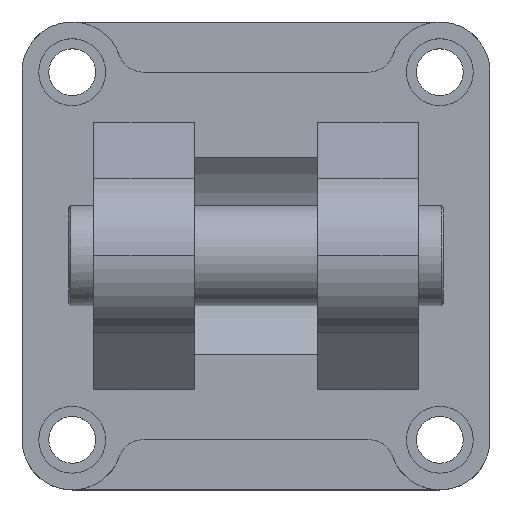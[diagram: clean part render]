
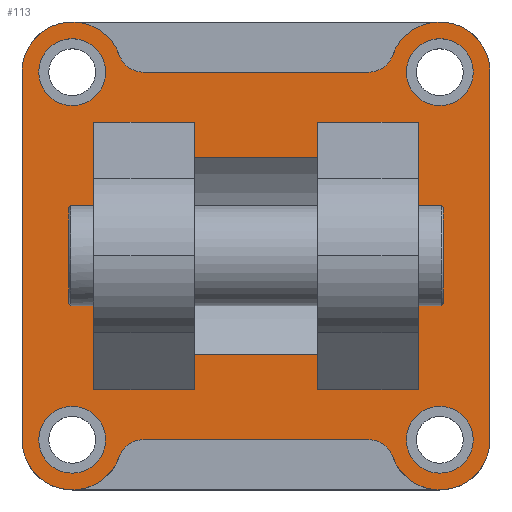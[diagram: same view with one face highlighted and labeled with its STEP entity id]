
A CAD part, top view. The second image highlights one B-rep face of the part: STEP entity #113.
In plain terms, the highlighted planar face has unit normal (0, 0, 1).
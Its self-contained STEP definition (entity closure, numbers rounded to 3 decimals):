
#113=ADVANCED_FACE('',(#230,#231,#232,#233,#234,#235),#236,.T.);
#230=FACE_BOUND('',#402,.T.);
#231=FACE_BOUND('',#403,.T.);
#232=FACE_BOUND('',#404,.T.);
#233=FACE_BOUND('',#405,.T.);
#234=FACE_BOUND('',#406,.T.);
#235=FACE_OUTER_BOUND('',#407,.T.);
#236=PLANE('',#408);
#402=EDGE_LOOP('',(#778,#779,#780,#781,#782,#783,#784,#785,#786,#787,#788,#789));
#403=EDGE_LOOP('',(#790,#791));
#404=EDGE_LOOP('',(#792,#793));
#405=EDGE_LOOP('',(#794,#795));
#406=EDGE_LOOP('',(#796,#797));
#407=EDGE_LOOP('',(#798,#799,#800,#801,#802,#803,#804,#805,#806,#807,#808,#809));
#408=AXIS2_PLACEMENT_3D('',#810,#811,#812);
#778=ORIENTED_EDGE('',*,*,#1236,.T.);
#779=ORIENTED_EDGE('',*,*,#1234,.T.);
#780=ORIENTED_EDGE('',*,*,#1221,.T.);
#781=ORIENTED_EDGE('',*,*,#1231,.T.);
#782=ORIENTED_EDGE('',*,*,#1237,.T.);
#783=ORIENTED_EDGE('',*,*,#1238,.T.);
#784=ORIENTED_EDGE('',*,*,#1239,.T.);
#785=ORIENTED_EDGE('',*,*,#1240,.T.);
#786=ORIENTED_EDGE('',*,*,#1241,.T.);
#787=ORIENTED_EDGE('',*,*,#1242,.T.);
#788=ORIENTED_EDGE('',*,*,#1243,.T.);
#789=ORIENTED_EDGE('',*,*,#1156,.T.);
#790=ORIENTED_EDGE('',*,*,#1151,.T.);
#791=ORIENTED_EDGE('',*,*,#1244,.T.);
#792=ORIENTED_EDGE('',*,*,#1143,.T.);
#793=ORIENTED_EDGE('',*,*,#1245,.T.);
#794=ORIENTED_EDGE('',*,*,#1135,.T.);
#795=ORIENTED_EDGE('',*,*,#1246,.T.);
#796=ORIENTED_EDGE('',*,*,#1127,.T.);
#797=ORIENTED_EDGE('',*,*,#1247,.T.);
#798=ORIENTED_EDGE('',*,*,#1248,.F.);
#799=ORIENTED_EDGE('',*,*,#1249,.F.);
#800=ORIENTED_EDGE('',*,*,#1250,.F.);
#801=ORIENTED_EDGE('',*,*,#1251,.F.);
#802=ORIENTED_EDGE('',*,*,#1252,.F.);
#803=ORIENTED_EDGE('',*,*,#1253,.F.);
#804=ORIENTED_EDGE('',*,*,#1254,.F.);
#805=ORIENTED_EDGE('',*,*,#1255,.F.);
#806=ORIENTED_EDGE('',*,*,#1256,.F.);
#807=ORIENTED_EDGE('',*,*,#1257,.F.);
#808=ORIENTED_EDGE('',*,*,#1258,.F.);
#809=ORIENTED_EDGE('',*,*,#1259,.F.);
#810=CARTESIAN_POINT('',(0.0,0.,20.0));
#811=DIRECTION('',(0.0,0.0,1.0));
#812=DIRECTION('',(1.0,0.0,0.0));
#1127=EDGE_CURVE('',#1330,#1327,#1331,.T.);
#1135=EDGE_CURVE('',#1346,#1343,#1347,.T.);
#1143=EDGE_CURVE('',#1362,#1359,#1363,.T.);
#1151=EDGE_CURVE('',#1378,#1375,#1379,.T.);
#1156=EDGE_CURVE('',#1388,#1386,#1389,.T.);
#1221=EDGE_CURVE('',#1503,#1501,#1504,.T.);
#1231=EDGE_CURVE('',#1501,#1514,#1516,.T.);
#1234=EDGE_CURVE('',#1520,#1503,#1521,.T.);
#1236=EDGE_CURVE('',#1386,#1520,#1523,.T.);
#1237=EDGE_CURVE('',#1514,#1524,#1525,.T.);
#1238=EDGE_CURVE('',#1524,#1526,#1527,.T.);
#1239=EDGE_CURVE('',#1526,#1528,#1529,.T.);
#1240=EDGE_CURVE('',#1528,#1530,#1531,.T.);
#1241=EDGE_CURVE('',#1530,#1532,#1533,.T.);
#1242=EDGE_CURVE('',#1532,#1534,#1535,.T.);
#1243=EDGE_CURVE('',#1534,#1388,#1536,.T.);
#1244=EDGE_CURVE('',#1375,#1378,#1537,.T.);
#1245=EDGE_CURVE('',#1359,#1362,#1538,.T.);
#1246=EDGE_CURVE('',#1343,#1346,#1539,.T.);
#1247=EDGE_CURVE('',#1327,#1330,#1540,.T.);
#1248=EDGE_CURVE('',#1541,#1542,#1543,.T.);
#1249=EDGE_CURVE('',#1544,#1541,#1545,.T.);
#1250=EDGE_CURVE('',#1546,#1544,#1547,.T.);
#1251=EDGE_CURVE('',#1548,#1546,#1549,.T.);
#1252=EDGE_CURVE('',#1550,#1548,#1551,.T.);
#1253=EDGE_CURVE('',#1552,#1550,#1553,.T.);
#1254=EDGE_CURVE('',#1554,#1552,#1555,.T.);
#1255=EDGE_CURVE('',#1556,#1554,#1557,.T.);
#1256=EDGE_CURVE('',#1558,#1556,#1559,.T.);
#1257=EDGE_CURVE('',#1560,#1558,#1561,.T.);
#1258=EDGE_CURVE('',#1562,#1560,#1563,.T.);
#1259=EDGE_CURVE('',#1542,#1562,#1564,.T.);
#1327=VERTEX_POINT('',#1656);
#1330=VERTEX_POINT('',#1660);
#1331=CIRCLE('',#1661,10.0);
#1343=VERTEX_POINT('',#1676);
#1346=VERTEX_POINT('',#1680);
#1347=CIRCLE('',#1681,10.0);
#1359=VERTEX_POINT('',#1696);
#1362=VERTEX_POINT('',#1700);
#1363=CIRCLE('',#1701,10.0);
#1375=VERTEX_POINT('',#1716);
#1378=VERTEX_POINT('',#1720);
#1379=CIRCLE('',#1721,10.0);
#1386=VERTEX_POINT('',#1730);
#1388=VERTEX_POINT('',#1732);
#1389=LINE('',#1733,#1734);
#1501=VERTEX_POINT('',#1877);
#1503=VERTEX_POINT('',#1880);
#1504=LINE('',#1881,#1882);
#1514=VERTEX_POINT('',#1896);
#1516=LINE('',#1899,#1900);
#1520=VERTEX_POINT('',#1905);
#1521=LINE('',#1906,#1907);
#1523=LINE('',#1910,#1911);
#1524=VERTEX_POINT('',#1912);
#1525=LINE('',#1913,#1914);
#1526=VERTEX_POINT('',#1915);
#1527=LINE('',#1916,#1917);
#1528=VERTEX_POINT('',#1918);
#1529=LINE('',#1919,#1920);
#1530=VERTEX_POINT('',#1921);
#1531=LINE('',#1922,#1923);
#1532=VERTEX_POINT('',#1924);
#1533=LINE('',#1925,#1926);
#1534=VERTEX_POINT('',#1927);
#1535=LINE('',#1928,#1929);
#1536=LINE('',#1930,#1931);
#1537=CIRCLE('',#1932,10.0);
#1538=CIRCLE('',#1933,10.0);
#1539=CIRCLE('',#1934,10.0);
#1540=CIRCLE('',#1935,10.0);
#1541=VERTEX_POINT('',#1936);
#1542=VERTEX_POINT('',#1937);
#1543=CIRCLE('',#1938,7.5);
#1544=VERTEX_POINT('',#1939);
#1545=CIRCLE('',#1940,15.0);
#1546=VERTEX_POINT('',#1941);
#1547=LINE('',#1942,#1943);
#1548=VERTEX_POINT('',#1944);
#1549=CIRCLE('',#1945,15.0);
#1550=VERTEX_POINT('',#1946);
#1551=CIRCLE('',#1947,7.5);
#1552=VERTEX_POINT('',#1948);
#1553=LINE('',#1949,#1950);
#1554=VERTEX_POINT('',#1951);
#1555=CIRCLE('',#1952,7.5);
#1556=VERTEX_POINT('',#1953);
#1557=CIRCLE('',#1954,15.0);
#1558=VERTEX_POINT('',#1955);
#1559=LINE('',#1956,#1957);
#1560=VERTEX_POINT('',#1958);
#1561=CIRCLE('',#1959,15.0);
#1562=VERTEX_POINT('',#1960);
#1563=CIRCLE('',#1961,7.5);
#1564=LINE('',#1962,#1963);
#1656=CARTESIAN_POINT('',(-45.0,-55.0,20.0));
#1660=CARTESIAN_POINT('',(-65.0,-55.0,20.0));
#1661=AXIS2_PLACEMENT_3D('',#2083,#2084,#2085);
#1676=CARTESIAN_POINT('',(-45.0,55.0,20.0));
#1680=CARTESIAN_POINT('',(-65.0,55.0,20.0));
#1681=AXIS2_PLACEMENT_3D('',#2099,#2100,#2101);
#1696=CARTESIAN_POINT('',(65.0,-55.0,20.0));
#1700=CARTESIAN_POINT('',(45.0,-55.0,20.0));
#1701=AXIS2_PLACEMENT_3D('',#2115,#2116,#2117);
#1716=CARTESIAN_POINT('',(65.0,55.0,20.0));
#1720=CARTESIAN_POINT('',(45.0,55.0,20.0));
#1721=AXIS2_PLACEMENT_3D('',#2131,#2132,#2133);
#1730=CARTESIAN_POINT('',(18.5,29.38,20.0));
#1732=CARTESIAN_POINT('',(-18.5,29.38,20.0));
#1733=CARTESIAN_POINT('',(0.0,29.38,20.0));
#1734=VECTOR('',#2142,1.0);
#1877=CARTESIAN_POINT('',(48.5,-40.0,20.0));
#1880=CARTESIAN_POINT('',(48.5,40.0,20.0));
#1881=CARTESIAN_POINT('',(48.5,0.,20.0));
#1882=VECTOR('',#2271,1.0);
#1896=CARTESIAN_POINT('',(18.5,-40.0,20.0));
#1899=CARTESIAN_POINT('',(9.25,-40.0,20.0));
#1900=VECTOR('',#2289,1.0);
#1905=CARTESIAN_POINT('',(18.5,40.0,20.0));
#1906=CARTESIAN_POINT('',(9.25,40.0,20.0));
#1907=VECTOR('',#2294,1.0);
#1910=CARTESIAN_POINT('',(18.5,0.0,20.0));
#1911=VECTOR('',#2296,1.0);
#1912=CARTESIAN_POINT('',(18.5,-29.38,20.0));
#1913=CARTESIAN_POINT('',(18.5,0.0,20.0));
#1914=VECTOR('',#2297,1.0);
#1915=CARTESIAN_POINT('',(-18.5,-29.38,20.0));
#1916=CARTESIAN_POINT('',(0.0,-29.38,20.0));
#1917=VECTOR('',#2298,1.0);
#1918=CARTESIAN_POINT('',(-18.5,-40.0,20.0));
#1919=CARTESIAN_POINT('',(-18.5,0.0,20.0));
#1920=VECTOR('',#2299,1.0);
#1921=CARTESIAN_POINT('',(-48.5,-40.0,20.0));
#1922=CARTESIAN_POINT('',(-9.25,-40.0,20.0));
#1923=VECTOR('',#2300,1.0);
#1924=CARTESIAN_POINT('',(-48.5,40.0,20.0));
#1925=CARTESIAN_POINT('',(-48.5,0.0,20.0));
#1926=VECTOR('',#2301,1.0);
#1927=CARTESIAN_POINT('',(-18.5,40.0,20.0));
#1928=CARTESIAN_POINT('',(-9.25,40.0,20.0));
#1929=VECTOR('',#2302,1.0);
#1930=CARTESIAN_POINT('',(-18.5,0.0,20.0));
#1931=VECTOR('',#2303,1.0);
#1932=AXIS2_PLACEMENT_3D('',#2304,#2305,#2306);
#1933=AXIS2_PLACEMENT_3D('',#2307,#2308,#2309);
#1934=AXIS2_PLACEMENT_3D('',#2310,#2311,#2312);
#1935=AXIS2_PLACEMENT_3D('',#2313,#2314,#2315);
#1936=CARTESIAN_POINT('',(-40.858,60.0,20.0));
#1937=CARTESIAN_POINT('',(-33.787,55.0,20.0));
#1938=AXIS2_PLACEMENT_3D('',#2316,#2317,#2318);
#1939=CARTESIAN_POINT('',(-70.0,55.0,20.0));
#1940=AXIS2_PLACEMENT_3D('',#2319,#2320,#2321);
#1941=CARTESIAN_POINT('',(-70.0,-55.0,20.0));
#1942=CARTESIAN_POINT('',(-70.0,-55.0,20.0));
#1943=VECTOR('',#2322,1.0);
#1944=CARTESIAN_POINT('',(-40.858,-60.0,20.0));
#1945=AXIS2_PLACEMENT_3D('',#2323,#2324,#2325);
#1946=CARTESIAN_POINT('',(-33.787,-55.0,20.0));
#1947=AXIS2_PLACEMENT_3D('',#2326,#2327,#2328);
#1948=CARTESIAN_POINT('',(33.787,-55.0,20.0));
#1949=CARTESIAN_POINT('',(33.787,-55.0,20.0));
#1950=VECTOR('',#2329,1.0);
#1951=CARTESIAN_POINT('',(40.858,-60.0,20.0));
#1952=AXIS2_PLACEMENT_3D('',#2330,#2331,#2332);
#1953=CARTESIAN_POINT('',(70.0,-55.0,20.0));
#1954=AXIS2_PLACEMENT_3D('',#2333,#2334,#2335);
#1955=CARTESIAN_POINT('',(70.0,55.0,20.0));
#1956=CARTESIAN_POINT('',(70.0,55.0,20.0));
#1957=VECTOR('',#2336,1.0);
#1958=CARTESIAN_POINT('',(40.858,60.0,20.0));
#1959=AXIS2_PLACEMENT_3D('',#2337,#2338,#2339);
#1960=CARTESIAN_POINT('',(33.787,55.0,20.0));
#1961=AXIS2_PLACEMENT_3D('',#2340,#2341,#2342);
#1962=CARTESIAN_POINT('',(-33.787,55.0,20.0));
#1963=VECTOR('',#2343,1.0);
#2083=CARTESIAN_POINT('',(-55.0,-55.0,20.0));
#2084=DIRECTION('',(0.0,0.0,-1.0));
#2085=DIRECTION('',(1.0,0.0,0.0));
#2099=CARTESIAN_POINT('',(-55.0,55.0,20.0));
#2100=DIRECTION('',(0.0,0.0,-1.0));
#2101=DIRECTION('',(1.0,0.0,0.0));
#2115=CARTESIAN_POINT('',(55.0,-55.0,20.0));
#2116=DIRECTION('',(0.0,0.0,-1.0));
#2117=DIRECTION('',(1.0,0.0,0.0));
#2131=CARTESIAN_POINT('',(55.0,55.0,20.0));
#2132=DIRECTION('',(0.0,0.0,-1.0));
#2133=DIRECTION('',(1.0,0.0,0.0));
#2142=DIRECTION('',(1.0,-0.0,-0.0));
#2271=DIRECTION('',(0.,-1.0,0.0));
#2289=DIRECTION('',(-1.0,0.,0.0));
#2294=DIRECTION('',(1.0,0.,0.0));
#2296=DIRECTION('',(0.,1.0,-0.0));
#2297=DIRECTION('',(0.,1.0,-0.0));
#2298=DIRECTION('',(-1.0,0.0,0.0));
#2299=DIRECTION('',(0.0,-1.0,0.0));
#2300=DIRECTION('',(-1.0,0.,0.0));
#2301=DIRECTION('',(0.0,1.0,-0.0));
#2302=DIRECTION('',(1.0,0.,0.0));
#2303=DIRECTION('',(0.0,-1.0,0.0));
#2304=CARTESIAN_POINT('',(55.0,55.0,20.0));
#2305=DIRECTION('',(0.0,0.0,-1.0));
#2306=DIRECTION('',(1.0,0.0,0.0));
#2307=CARTESIAN_POINT('',(55.0,-55.0,20.0));
#2308=DIRECTION('',(0.0,0.0,-1.0));
#2309=DIRECTION('',(1.0,0.0,0.0));
#2310=CARTESIAN_POINT('',(-55.0,55.0,20.0));
#2311=DIRECTION('',(0.0,0.0,-1.0));
#2312=DIRECTION('',(1.0,0.0,0.0));
#2313=CARTESIAN_POINT('',(-55.0,-55.0,20.0));
#2314=DIRECTION('',(0.0,0.0,-1.0));
#2315=DIRECTION('',(1.0,0.0,0.0));
#2316=CARTESIAN_POINT('',(-33.787,62.5,20.0));
#2317=DIRECTION('',(0.0,0.0,1.0));
#2318=DIRECTION('',(1.0,0.0,0.0));
#2319=CARTESIAN_POINT('',(-55.0,55.0,20.0));
#2320=DIRECTION('',(0.0,0.0,-1.0));
#2321=DIRECTION('',(1.0,0.0,0.0));
#2322=DIRECTION('',(0.0,1.0,0.0));
#2323=CARTESIAN_POINT('',(-55.0,-55.0,20.0));
#2324=DIRECTION('',(0.0,0.0,-1.0));
#2325=DIRECTION('',(1.0,0.0,0.0));
#2326=CARTESIAN_POINT('',(-33.787,-62.5,20.0));
#2327=DIRECTION('',(0.0,0.0,1.0));
#2328=DIRECTION('',(1.0,0.0,0.0));
#2329=DIRECTION('',(-1.0,0.0,0.0));
#2330=CARTESIAN_POINT('',(33.787,-62.5,20.0));
#2331=DIRECTION('',(0.0,0.0,1.0));
#2332=DIRECTION('',(1.0,0.0,0.0));
#2333=CARTESIAN_POINT('',(55.0,-55.0,20.0));
#2334=DIRECTION('',(0.0,0.0,-1.0));
#2335=DIRECTION('',(1.0,0.0,0.0));
#2336=DIRECTION('',(0.0,-1.0,0.0));
#2337=CARTESIAN_POINT('',(55.0,55.0,20.0));
#2338=DIRECTION('',(0.0,0.0,-1.0));
#2339=DIRECTION('',(1.0,0.0,0.0));
#2340=CARTESIAN_POINT('',(33.787,62.5,20.0));
#2341=DIRECTION('',(0.0,0.0,1.0));
#2342=DIRECTION('',(1.0,0.0,0.0));
#2343=DIRECTION('',(1.0,0.0,0.0));
